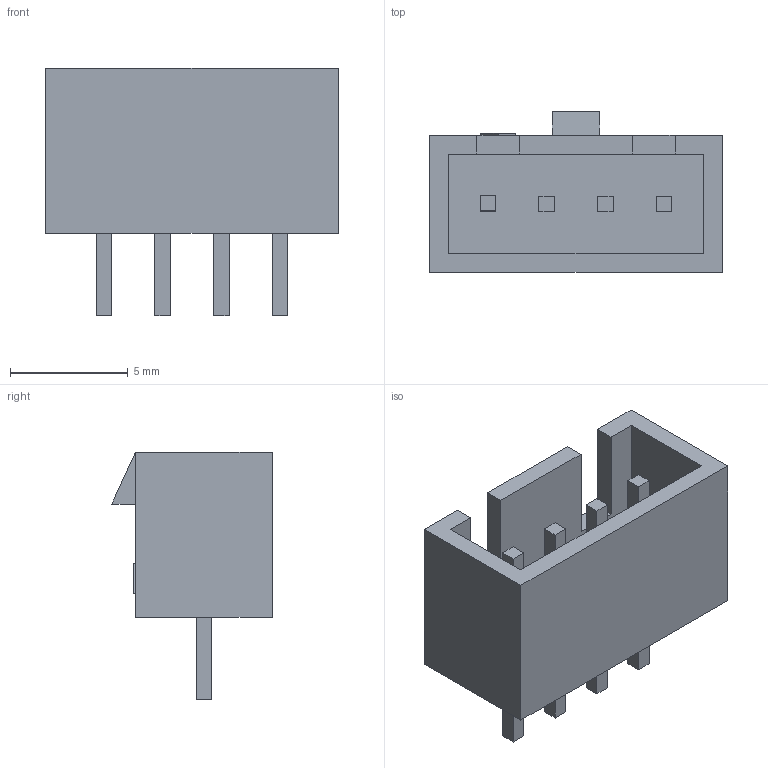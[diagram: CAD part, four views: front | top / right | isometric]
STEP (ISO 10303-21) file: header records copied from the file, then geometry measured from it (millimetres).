
FILE_DESCRIPTION(('FreeCAD Model'),'2;1');
FILE_NAME('연호전자_SMW250-04P.STEP', '2020-08-18T15:12:14',('Author'),(''), 'Open CASCADE STEP processor 7.3','FreeCAD','Unknown');
FILE_SCHEMA(('AUTOMOTIVE_DESIGN { 1 0 10303 214 1 1 1 1 }'));
Length unit declared in the file: millimetre
Products named in the file (1): Body
Bounding box: 12.4 x 6.8 x 10.5 mm (x, y, z)
Volume: 279.7 mm3; surface area: 614.5 mm2
Topology: 1 solids, 1 shells, 66 faces, 163 edges, 108 vertices
Faces by surface type: plane 66
Entity records: 4051 total; most frequent: CARTESIAN_POINT 664, DIRECTION 623, LINE 489, VECTOR 489, ORIENTED_EDGE 326, PCURVE 326, DEFINITIONAL_REPRESENTATION 326, EDGE_CURVE 163
